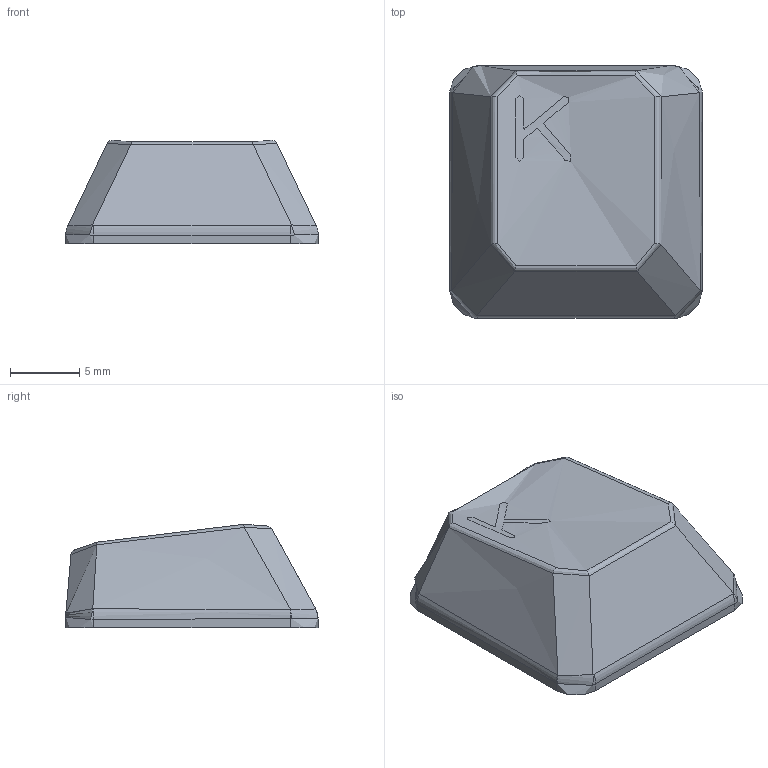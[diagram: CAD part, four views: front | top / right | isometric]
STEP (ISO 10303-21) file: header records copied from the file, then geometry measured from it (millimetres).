
FILE_DESCRIPTION(/* description */ (''),/* implementation_level */ '2;1');
FILE_NAME(/* name */ 'Row_3_1u_K.step',/* time_stamp */ '2022-06-26T23:49:08-05:00',/* author */ (''),/* organization */ (''),/* preprocessor_version */ 'ST-DEVELOPER v19',/* originating_system */ 'Autodesk Translation Framework v11.7.0.108',/* authorisation */ '');
FILE_SCHEMA (('AUTOMOTIVE_DESIGN { 1 0 10303 214 3 1 1 }'));
Length unit declared in the file: millimetre
Products named in the file (1): Row_3_1u_K
Bounding box: 18.16 x 18.16 x 7.44 mm (x, y, z)
Volume: 533 mm3; surface area: 1355.2 mm2
Topology: 1 solids, 1 shells, 75 faces, 213 edges, 144 vertices
Faces by surface type: bspline 38, plane 26, cylinder 11
Full cylindrical faces by diameter (mm): 5.5 x1
Entity records: 3729 total; most frequent: CARTESIAN_POINT 2002, ORIENTED_EDGE 426, DIRECTION 224, EDGE_CURVE 213, VERTEX_POINT 144, B_SPLINE_CURVE_WITH_KNOTS 110, AXIS2_PLACEMENT_3D 83, EDGE_LOOP 79
